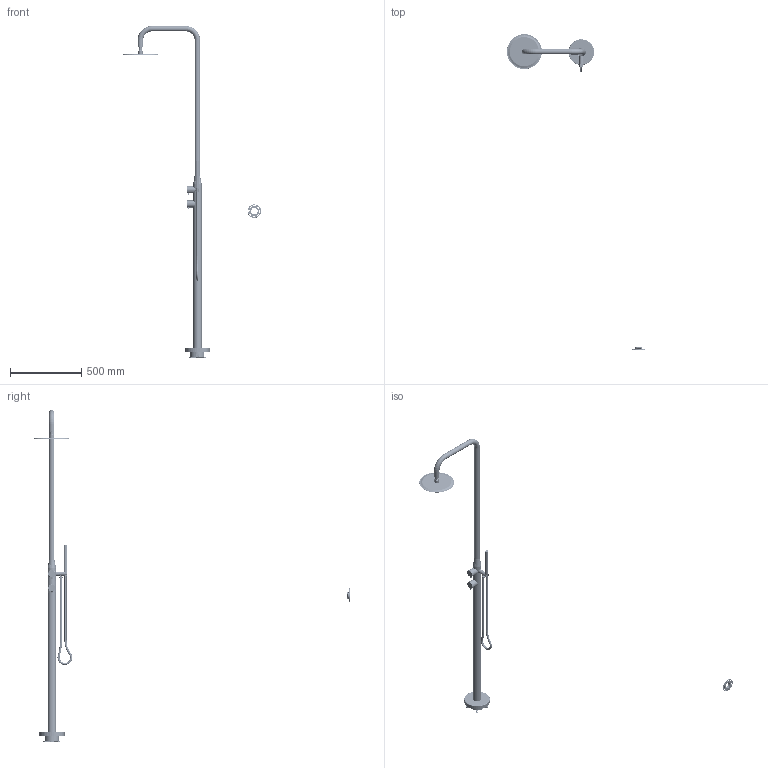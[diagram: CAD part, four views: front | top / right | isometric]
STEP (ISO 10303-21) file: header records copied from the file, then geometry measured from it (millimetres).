
FILE_DESCRIPTION(/* description */ (''),/* implementation_level */ '2;1');
FILE_NAME(/* name */ '99110.stp',/* time_stamp */ '2023-02-13T07:39:08+08:00',/* author */ (''),/* organization */ (''),/* preprocessor_version */ 'ST-DEVELOPER v14',/* originating_system */ 'SIEMENS PLM Software NX 8.0',/* authorisation */ '');
FILE_SCHEMA (('AP203_CONFIGURATION_CONTROLLED_3D_DESIGN_OF_MECHANICAL_PARTS_AND_ASSEMBLIES_MIM_LF { 1 0 10303 403 2 1 2}'));
Products named in the file (1): John0520E7B3zqyq
Bounding box: 969.89 x 2213.93 x 2331 mm (x, y, z)
Volume: 2033809.3 mm3; surface area: 1564046.6 mm2
Topology: 129 solids, 132 shells, 2212 faces, 4710 edges, 3060 vertices
Faces by surface type: cylinder 830, plane 802, cone 241, torus 186, bspline 140, sphere 13
Full cylindrical faces by diameter (mm): 1 x46, 2 x2, 2.286 x2, 2.637 x90, 4.5 x2, 5 x2, 5.143 x2, 5.4 x90, 5.5 x2, 6.6 x1, 6.8 x1, 7 x13, 7.6 x2, 7.8 x4, 7.995 x1, 8 x20, 9 x22, 10 x7, 11.429 x3, 12 x21, 12.14 x1, 12.34 x1, 12.5 x4, 13 x8, 13.5 x10, 14 x5, 15 x6, 15.8 x1, 16 x3, 16.9 x1
Entity records: 159791 total; most frequent: CARTESIAN_POINT 118323, DIRECTION 8514, ORIENTED_EDGE 7066, AXIS2_PLACEMENT_3D 3887, EDGE_CURVE 3533, EDGE_LOOP 3395, VERTEX_POINT 2705, FACE_BOUND 2252
